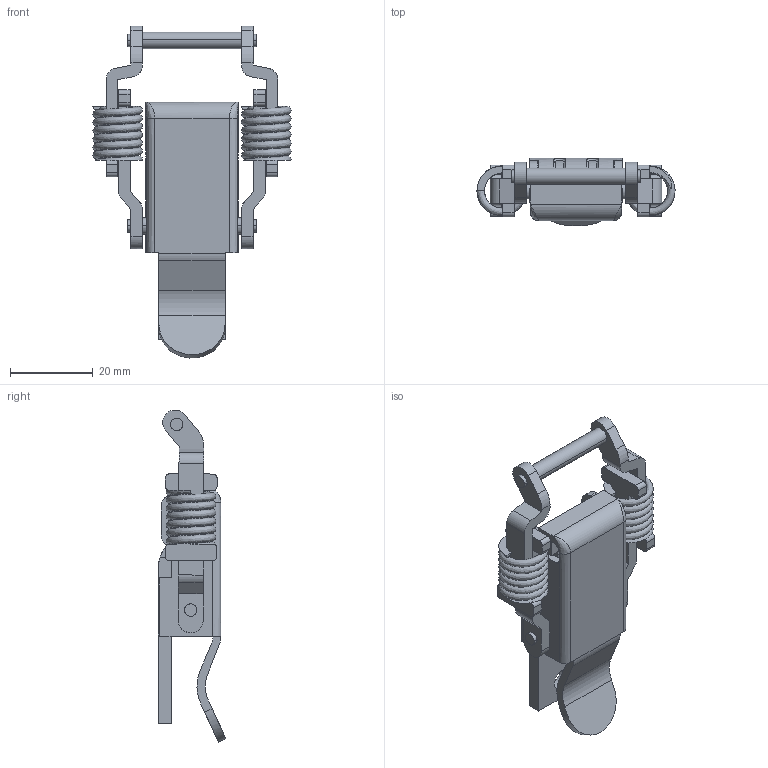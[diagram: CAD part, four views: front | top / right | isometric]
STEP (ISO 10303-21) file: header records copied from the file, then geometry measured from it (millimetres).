
FILE_DESCRIPTION((''),'2;1');
FILE_NAME('','2005-07-15T13:42:29',(''),(''),'','CADfix','');
FILE_SCHEMA(('AUTOMOTIVE_DESIGN'));
Length unit declared in the file: millimetre
Products named in the file (9): spring; shaft; arm_B_mr; lever; base; arm_C; arm_B; arm_A; TL_11_1_8207_36
Assembly tree (10 placements, depth 2):
  TL_11_1_8207_36
    spring  x2
    shaft  x2
    arm_B_mr
    lever
    base
    arm_C
    arm_B
    arm_A
Bounding box: 48.01 x 16.39 x 80.48 mm (x, y, z)
Volume: 11766.1 mm3; surface area: 13828.3 mm2
Topology: 10 solids, 10 shells, 264 faces, 736 edges, 494 vertices
Faces by surface type: bspline 264
Entity records: 11279 total; most frequent: CARTESIAN_POINT 7166, ORIENTED_EDGE 1380, EDGE_CURVE 690, VERTEX_POINT 461, QUASI_UNIFORM_CURVE 384, EDGE_LOOP 267, FACE_OUTER_BOUND 247, ADVANCED_FACE 247
